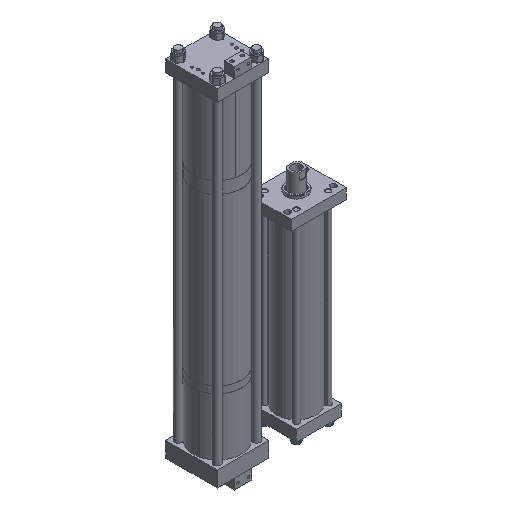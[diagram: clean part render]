
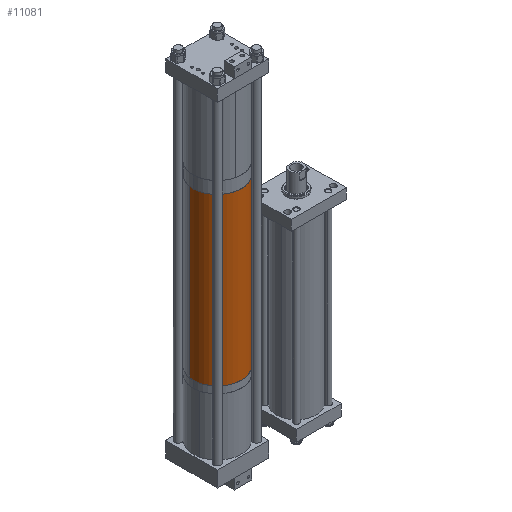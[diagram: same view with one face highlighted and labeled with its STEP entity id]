
A CAD part, isometric view. The second image highlights one B-rep face of the part: STEP entity #11081.
In plain terms, the highlighted cylindrical face has radius 88.9 mm (diameter 177.8 mm), a partial arc.
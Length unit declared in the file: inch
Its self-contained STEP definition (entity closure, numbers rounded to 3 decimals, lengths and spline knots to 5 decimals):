
#270 = CARTESIAN_POINT ( 'NONE',  ( -3.5, 0., 0. ) ) ;
#879 = CIRCLE ( 'NONE', #6903, 3.5 ) ;
#1196 = CARTESIAN_POINT ( 'NONE',  ( -3.5, 0., 24.091 ) ) ;
#1406 = FACE_OUTER_BOUND ( 'NONE', #14429, .T. ) ;
#1693 = CARTESIAN_POINT ( 'NONE',  ( 0., 0., 24.091 ) ) ;
#2087 = CIRCLE ( 'NONE', #5877, 3.5 ) ;
#3957 = AXIS2_PLACEMENT_3D ( 'NONE', #1693, #14431, #10080 ) ;
#3982 = DIRECTION ( 'NONE',  ( 0., 0., -1. ) ) ;
#4877 = VECTOR ( 'NONE', #3982, 39.37008 ) ;
#5041 = ORIENTED_EDGE ( 'NONE', *, *, #10609, .F. ) ;
#5877 = AXIS2_PLACEMENT_3D ( 'NONE', #16839, #12721, #16961 ) ;
#5968 = CARTESIAN_POINT ( 'NONE',  ( 3.5, 0., 24.091 ) ) ;
#6138 = CARTESIAN_POINT ( 'NONE',  ( 0., 0., 24.091 ) ) ;
#6517 = DIRECTION ( 'NONE',  ( 1., 0., 0. ) ) ;
#6903 = AXIS2_PLACEMENT_3D ( 'NONE', #6138, #16057, #6517 ) ;
#7009 = VECTOR ( 'NONE', #14628, 39.37008 ) ;
#8504 = EDGE_CURVE ( 'NONE', #9824, #11043, #12416, .T. ) ;
#9741 = CARTESIAN_POINT ( 'NONE',  ( -3.5, 0., 24.091 ) ) ;
#9824 = VERTEX_POINT ( 'NONE', #9741 ) ;
#10080 = DIRECTION ( 'NONE',  ( -1., 0., 0. ) ) ;
#10336 = CARTESIAN_POINT ( 'NONE',  ( 3.5, 0., 24.091 ) ) ;
#10609 = EDGE_CURVE ( 'NONE', #15549, #12083, #10757, .T. ) ;
#10757 = LINE ( 'NONE', #10336, #7009 ) ;
#10917 = EDGE_CURVE ( 'NONE', #11043, #12083, #2087, .T. ) ;
#11032 = CARTESIAN_POINT ( 'NONE',  ( 3.5, 0., 0. ) ) ;
#11043 = VERTEX_POINT ( 'NONE', #270 ) ;
#11081 = ADVANCED_FACE ( 'NONE', ( #1406 ), #16009, .T. ) ;
#12083 = VERTEX_POINT ( 'NONE', #11032 ) ;
#12228 = ORIENTED_EDGE ( 'NONE', *, *, #10917, .T. ) ;
#12416 = LINE ( 'NONE', #1196, #4877 ) ;
#12721 = DIRECTION ( 'NONE',  ( 0., 0., 1. ) ) ;
#14429 = EDGE_LOOP ( 'NONE', ( #5041, #16645, #17089, #12228 ) ) ;
#14431 = DIRECTION ( 'NONE',  ( 0., 0., -1. ) ) ;
#14628 = DIRECTION ( 'NONE',  ( 0., 0., -1. ) ) ;
#14827 = EDGE_CURVE ( 'NONE', #9824, #15549, #879, .T. ) ;
#15549 = VERTEX_POINT ( 'NONE', #5968 ) ;
#16009 = CYLINDRICAL_SURFACE ( 'NONE', #3957, 3.5 ) ;
#16057 = DIRECTION ( 'NONE',  ( 0., 0., 1. ) ) ;
#16645 = ORIENTED_EDGE ( 'NONE', *, *, #14827, .F. ) ;
#16839 = CARTESIAN_POINT ( 'NONE',  ( 0., 0., 0. ) ) ;
#16961 = DIRECTION ( 'NONE',  ( 1., 0., 0. ) ) ;
#17089 = ORIENTED_EDGE ( 'NONE', *, *, #8504, .T. ) ;
